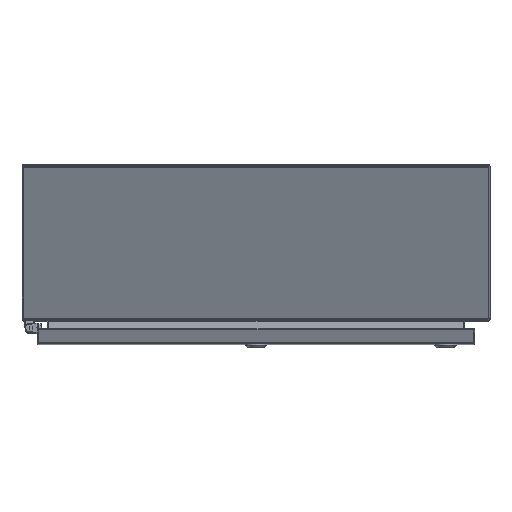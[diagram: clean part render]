
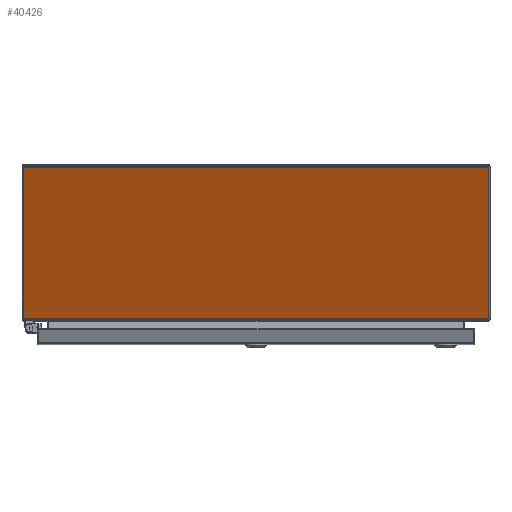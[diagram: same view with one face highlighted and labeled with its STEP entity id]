
A CAD part, top view. The second image highlights one B-rep face of the part: STEP entity #40426.
In plain terms, the highlighted planar face has unit normal (0, -0.423, 0.906).
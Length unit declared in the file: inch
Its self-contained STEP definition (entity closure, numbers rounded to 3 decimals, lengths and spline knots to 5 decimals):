
#1076 = CARTESIAN_POINT ( 'NONE',  ( 11.928, -7.78568, 13.27858 ) ) ;
#1343 = LINE ( 'NONE', #35800, #21517 ) ;
#3138 = VECTOR ( 'NONE', #40977, 39.37008 ) ;
#4301 = VERTEX_POINT ( 'NONE', #23540 ) ;
#4583 = EDGE_CURVE ( 'NONE', #28466, #21693, #30155, .T. ) ;
#4743 = ORIENTED_EDGE ( 'NONE', *, *, #24353, .T. ) ;
#6898 = ORIENTED_EDGE ( 'NONE', *, *, #4583, .T. ) ;
#6962 = DIRECTION ( 'NONE',  ( 0., -0.423, 0.906 ) ) ;
#7026 = LINE ( 'NONE', #14680, #31627 ) ;
#9901 = ORIENTED_EDGE ( 'NONE', *, *, #35983, .T. ) ;
#10463 = DIRECTION ( 'NONE',  ( 0., -0.906, -0.423 ) ) ;
#11266 = LINE ( 'NONE', #48641, #46786 ) ;
#14476 = LINE ( 'NONE', #21923, #3138 ) ;
#14680 = CARTESIAN_POINT ( 'NONE',  ( -11.928, -7.93764, 13.20772 ) ) ;
#15375 = ORIENTED_EDGE ( 'NONE', *, *, #25015, .T. ) ;
#15773 = CARTESIAN_POINT ( 'NONE',  ( -11.928, -0.101, 16.862 ) ) ;
#16470 = DIRECTION ( 'NONE',  ( 0., 0.906, 0.423 ) ) ;
#16623 = EDGE_CURVE ( 'NONE', #39031, #28466, #1343, .T. ) ;
#17216 = CARTESIAN_POINT ( 'NONE',  ( 11.928, -0.101, 16.862 ) ) ;
#17363 = FACE_OUTER_BOUND ( 'NONE', #40166, .T. ) ;
#17604 = CARTESIAN_POINT ( 'NONE',  ( -11.928, -0.101, 16.862 ) ) ;
#19287 = LINE ( 'NONE', #23053, #24487 ) ;
#20408 = CARTESIAN_POINT ( 'NONE',  ( -11.89008, -7.93764, 13.20772 ) ) ;
#21517 = VECTOR ( 'NONE', #16470, 39.37008 ) ;
#21693 = VERTEX_POINT ( 'NONE', #40131 ) ;
#21923 = CARTESIAN_POINT ( 'NONE',  ( -11.928, -0.101, 16.862 ) ) ;
#22664 = DIRECTION ( 'NONE',  ( 0.221, 0.884, 0.412 ) ) ;
#23053 = CARTESIAN_POINT ( 'NONE',  ( -11.928, -7.78568, 13.27858 ) ) ;
#23540 = CARTESIAN_POINT ( 'NONE',  ( 11.89008, -7.93764, 13.20772 ) ) ;
#24353 = EDGE_CURVE ( 'NONE', #29372, #39096, #19287, .T. ) ;
#24487 = VECTOR ( 'NONE', #42333, 39.37008 ) ;
#25015 = EDGE_CURVE ( 'NONE', #39096, #4301, #7026, .T. ) ;
#28405 = ORIENTED_EDGE ( 'NONE', *, *, #16623, .T. ) ;
#28466 = VERTEX_POINT ( 'NONE', #17216 ) ;
#28734 = EDGE_CURVE ( 'NONE', #4301, #39031, #11266, .T. ) ;
#29372 = VERTEX_POINT ( 'NONE', #33105 ) ;
#30155 = LINE ( 'NONE', #15773, #37812 ) ;
#30886 = DIRECTION ( 'NONE',  ( -1., 0., 0. ) ) ;
#31627 = VECTOR ( 'NONE', #48605, 39.37008 ) ;
#33105 = CARTESIAN_POINT ( 'NONE',  ( -11.928, -7.78568, 13.27858 ) ) ;
#35800 = CARTESIAN_POINT ( 'NONE',  ( 11.928, -0.101, 16.862 ) ) ;
#35983 = EDGE_CURVE ( 'NONE', #21693, #29372, #14476, .T. ) ;
#36836 = ORIENTED_EDGE ( 'NONE', *, *, #28734, .T. ) ;
#37812 = VECTOR ( 'NONE', #30886, 39.37008 ) ;
#39031 = VERTEX_POINT ( 'NONE', #1076 ) ;
#39096 = VERTEX_POINT ( 'NONE', #20408 ) ;
#40131 = CARTESIAN_POINT ( 'NONE',  ( -11.928, -0.101, 16.862 ) ) ;
#40166 = EDGE_LOOP ( 'NONE', ( #9901, #4743, #15375, #36836, #28405, #6898 ) ) ;
#40426 = ADVANCED_FACE ( 'NONE', ( #17363 ), #44599, .T. ) ;
#40977 = DIRECTION ( 'NONE',  ( 0., -0.906, -0.423 ) ) ;
#42333 = DIRECTION ( 'NONE',  ( 0.221, -0.884, -0.412 ) ) ;
#43017 = AXIS2_PLACEMENT_3D ( 'NONE', #17604, #6962, #10463 ) ;
#44599 = PLANE ( 'NONE',  #43017 ) ;
#46786 = VECTOR ( 'NONE', #22664, 39.37008 ) ;
#48605 = DIRECTION ( 'NONE',  ( 1., 0., 0. ) ) ;
#48641 = CARTESIAN_POINT ( 'NONE',  ( 11.89008, -7.93764, 13.20772 ) ) ;
